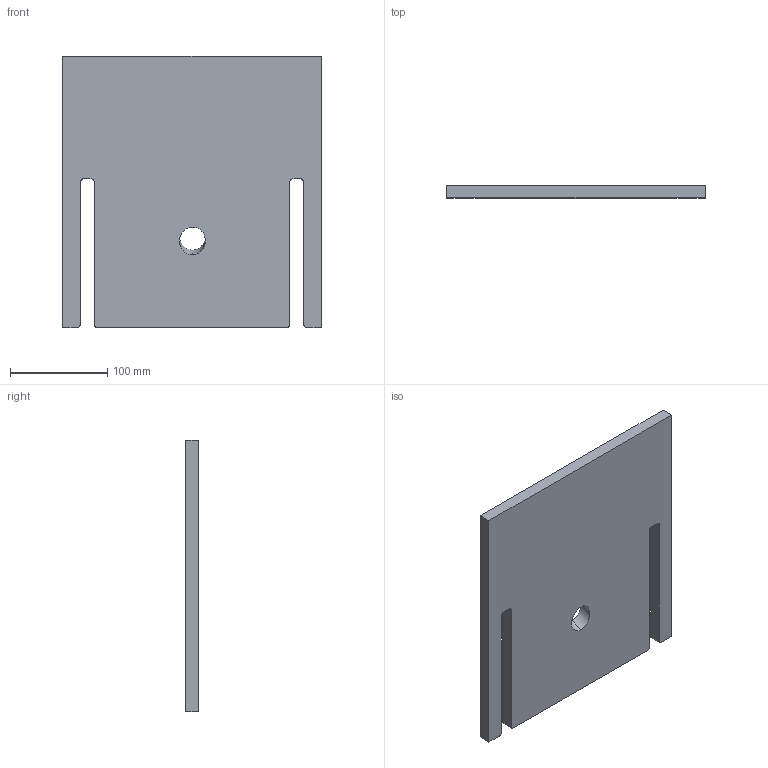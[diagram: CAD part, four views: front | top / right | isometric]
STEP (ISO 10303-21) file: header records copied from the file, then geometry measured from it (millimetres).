
FILE_DESCRIPTION (( 'STEP AP214' ), '1' );
FILE_NAME ('Pink_10.STEP', '2024-03-26T23:09:18', ( '' ), ( '' ), 'SwSTEP 2.0', 'SolidWorks 2024', '' );
FILE_SCHEMA (( 'AUTOMOTIVE_DESIGN' ));
Length unit declared in the file: inch
Products named in the file (1): Pink_10
Bounding box: 266.7 x 12.7 x 279.4 mm (x, y, z)
Volume: 883436.7 mm3; surface area: 161773.7 mm2
Topology: 1 solids, 1 shells, 24 faces, 66 edges, 44 vertices
Faces by surface type: plane 14, cylinder 10
Entity records: 797 total; most frequent: CARTESIAN_POINT 147, ORIENTED_EDGE 132, DIRECTION 128, EDGE_CURVE 66, LINE 46, VECTOR 46, VERTEX_POINT 44, AXIS2_PLACEMENT_3D 41
